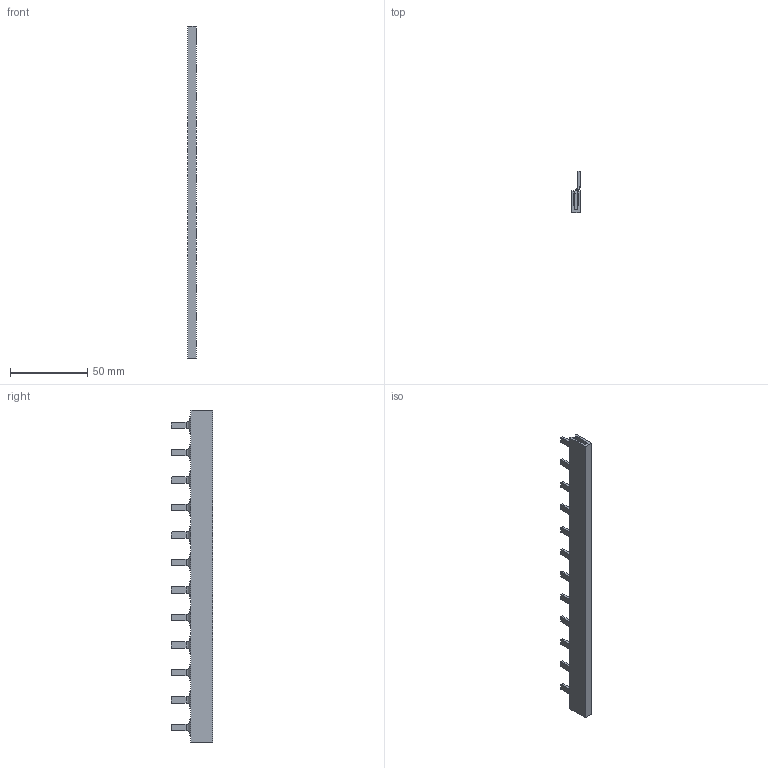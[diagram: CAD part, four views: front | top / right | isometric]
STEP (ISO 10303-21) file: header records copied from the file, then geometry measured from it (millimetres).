
FILE_DESCRIPTION((''),'2;1');
FILE_NAME('IZS16_1F_ASM','2021-04-02T',('marketing.praksa'),('Audax d.o.o.'),'CREO PARAMETRIC BY PTC INC, 2017480','CREO PARAMETRIC BY PTC INC, 2017480','');
FILE_SCHEMA(('AUTOMOTIVE_DESIGN { 1 0 10303 214 1 1 1 1 }'));
Length unit declared in the file: millimetre
Products named in the file (4): S1F-16_02_01_SZYNA_SZTYFT_REV_0; PRT0155; BASE-12MOD; IZS16_1F_ASM
Assembly tree (3 placements, depth 2):
  IZS16_1F_ASM
    S1F-16_02_01_SZYNA_SZTYFT_REV_0
    PRT0155
    BASE-12MOD
Bounding box: 5.7 x 26.7 x 215 mm (x, y, z)
Volume: 14382.4 mm3; surface area: 21889 mm2
Topology: 5 solids, 5 shells, 369 faces, 1068 edges, 712 vertices
Faces by surface type: plane 201, cylinder 168
Entity records: 18957 total; most frequent: CARTESIAN_POINT 3026, ORIENTED_EDGE 2136, DIRECTION 1964, PRESENTATION_STYLE_ASSIGNMENT 1442, STYLED_ITEM 1442, CURVE_STYLE 1068, EDGE_CURVE 1068, VERTEX_POINT 712
